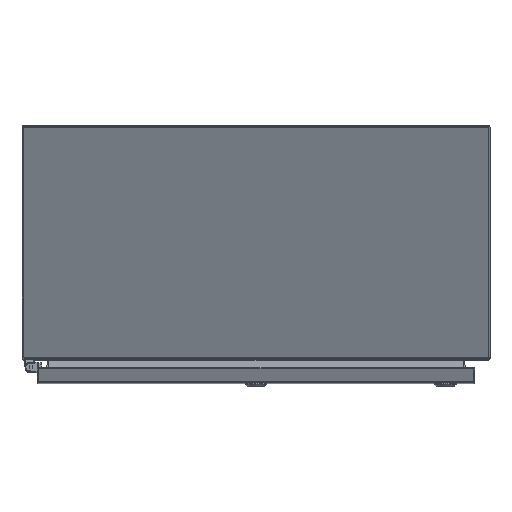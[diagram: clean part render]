
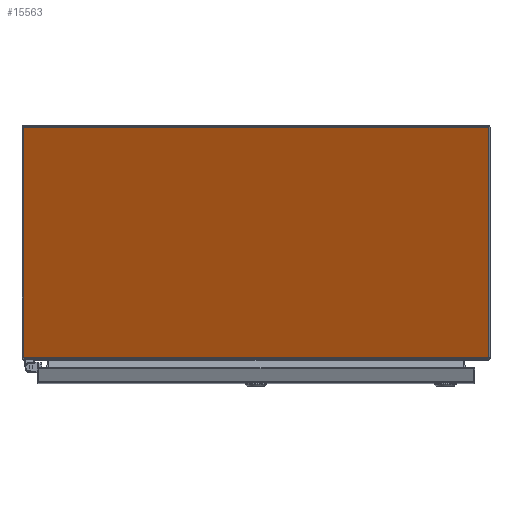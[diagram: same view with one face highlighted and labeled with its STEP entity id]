
A CAD part, top view. The second image highlights one B-rep face of the part: STEP entity #15563.
In plain terms, the highlighted planar face has unit normal (0, -0.423, 0.906).
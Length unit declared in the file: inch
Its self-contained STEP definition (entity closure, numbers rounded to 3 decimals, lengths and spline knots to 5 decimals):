
#1615 = LINE ( 'NONE', #24158, #19786 ) ;
#2961 = VERTEX_POINT ( 'NONE', #22636 ) ;
#4623 = LINE ( 'NONE', #34222, #17683 ) ;
#6846 = PLANE ( 'NONE',  #13857 ) ;
#8046 = ORIENTED_EDGE ( 'NONE', *, *, #14363, .T. ) ;
#8700 = VECTOR ( 'NONE', #36019, 39.37008 ) ;
#9379 = DIRECTION ( 'NONE',  ( 0., 0.906, 0.423 ) ) ;
#9878 = ORIENTED_EDGE ( 'NONE', *, *, #23543, .T. ) ;
#9891 = VERTEX_POINT ( 'NONE', #32964 ) ;
#12663 = VECTOR ( 'NONE', #37095, 39.37008 ) ;
#12912 = ORIENTED_EDGE ( 'NONE', *, *, #20146, .T. ) ;
#13037 = FACE_OUTER_BOUND ( 'NONE', #24258, .T. ) ;
#13857 = AXIS2_PLACEMENT_3D ( 'NONE', #19406, #26206, #16419 ) ;
#14193 = DIRECTION ( 'NONE',  ( 1., 0., 0. ) ) ;
#14363 = EDGE_CURVE ( 'NONE', #36018, #29228, #38752, .T. ) ;
#14958 = LINE ( 'NONE', #40944, #12663 ) ;
#15563 = ADVANCED_FACE ( 'NONE', ( #13037 ), #6846, .T. ) ;
#16419 = DIRECTION ( 'NONE',  ( 0., -0.906, -0.423 ) ) ;
#17683 = VECTOR ( 'NONE', #41248, 39.37008 ) ;
#19406 = CARTESIAN_POINT ( 'NONE',  ( -11.928, -0.101, 14.75677 ) ) ;
#19786 = VECTOR ( 'NONE', #27357, 39.37008 ) ;
#20146 = EDGE_CURVE ( 'NONE', #9891, #2961, #31021, .T. ) ;
#22636 = CARTESIAN_POINT ( 'NONE',  ( 11.89008, -11.93764, 9.23726 ) ) ;
#23052 = CARTESIAN_POINT ( 'NONE',  ( -11.928, -0.101, 14.75677 ) ) ;
#23164 = ORIENTED_EDGE ( 'NONE', *, *, #39313, .T. ) ;
#23320 = VECTOR ( 'NONE', #9379, 39.37008 ) ;
#23543 = EDGE_CURVE ( 'NONE', #2961, #36018, #14958, .T. ) ;
#23722 = ORIENTED_EDGE ( 'NONE', *, *, #29772, .T. ) ;
#24158 = CARTESIAN_POINT ( 'NONE',  ( -11.928, -0.101, 14.75677 ) ) ;
#24240 = CARTESIAN_POINT ( 'NONE',  ( -11.928, -0.101, 14.75677 ) ) ;
#24258 = EDGE_LOOP ( 'NONE', ( #23722, #23164, #12912, #9878, #8046, #39962 ) ) ;
#25560 = CARTESIAN_POINT ( 'NONE',  ( 11.928, -0.101, 14.75677 ) ) ;
#26206 = DIRECTION ( 'NONE',  ( 0., -0.423, 0.906 ) ) ;
#26231 = LINE ( 'NONE', #23052, #8700 ) ;
#27357 = DIRECTION ( 'NONE',  ( -1., 0., 0. ) ) ;
#29228 = VERTEX_POINT ( 'NONE', #33615 ) ;
#29233 = VERTEX_POINT ( 'NONE', #24240 ) ;
#29772 = EDGE_CURVE ( 'NONE', #29233, #36724, #26231, .T. ) ;
#31021 = LINE ( 'NONE', #40810, #35363 ) ;
#32964 = CARTESIAN_POINT ( 'NONE',  ( -11.89008, -11.93764, 9.23726 ) ) ;
#33615 = CARTESIAN_POINT ( 'NONE',  ( 11.928, -0.101, 14.75677 ) ) ;
#33622 = CARTESIAN_POINT ( 'NONE',  ( 11.928, -11.78568, 9.30812 ) ) ;
#34222 = CARTESIAN_POINT ( 'NONE',  ( -11.928, -11.78568, 9.30812 ) ) ;
#35363 = VECTOR ( 'NONE', #14193, 39.37008 ) ;
#36018 = VERTEX_POINT ( 'NONE', #33622 ) ;
#36019 = DIRECTION ( 'NONE',  ( 0., -0.906, -0.423 ) ) ;
#36724 = VERTEX_POINT ( 'NONE', #39807 ) ;
#37095 = DIRECTION ( 'NONE',  ( 0.221, 0.884, 0.412 ) ) ;
#38752 = LINE ( 'NONE', #25560, #23320 ) ;
#39313 = EDGE_CURVE ( 'NONE', #36724, #9891, #4623, .T. ) ;
#39807 = CARTESIAN_POINT ( 'NONE',  ( -11.928, -11.78568, 9.30812 ) ) ;
#39962 = ORIENTED_EDGE ( 'NONE', *, *, #40741, .T. ) ;
#40741 = EDGE_CURVE ( 'NONE', #29228, #29233, #1615, .T. ) ;
#40810 = CARTESIAN_POINT ( 'NONE',  ( -11.928, -11.93764, 9.23726 ) ) ;
#40944 = CARTESIAN_POINT ( 'NONE',  ( 11.89008, -11.93764, 9.23726 ) ) ;
#41248 = DIRECTION ( 'NONE',  ( 0.221, -0.884, -0.412 ) ) ;
